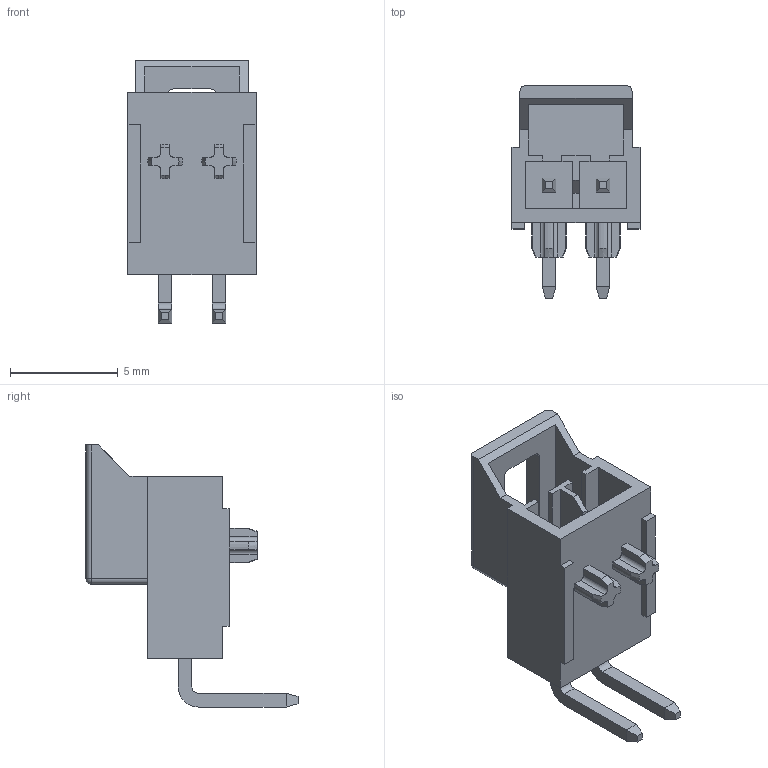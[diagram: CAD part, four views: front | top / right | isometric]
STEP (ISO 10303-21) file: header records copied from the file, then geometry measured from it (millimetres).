
FILE_DESCRIPTION (( 'STEP AP214' ), '1' );
FILE_NAME ('1053132102.STEP', '2023-09-26T11:18:04', ( '' ), ( '' ), 'SwSTEP 2.0', 'SolidWorks 2021', '' );
FILE_SCHEMA (( 'AUTOMOTIVE_DESIGN' ));
Length unit declared in the file: millimetre
Products named in the file (1): 1053132102
Bounding box: 5.94 x 9.84 x 12.16 mm (x, y, z)
Volume: 151.1 mm3; surface area: 495.7 mm2
Topology: 1 solids, 1 shells, 148 faces, 404 edges, 260 vertices
Faces by surface type: plane 106, cylinder 30, cone 10, sphere 2
Entity records: 4676 total; most frequent: CARTESIAN_POINT 875, ORIENTED_EDGE 804, DIRECTION 756, EDGE_CURVE 402, LINE 314, VECTOR 314, VERTEX_POINT 260, AXIS2_PLACEMENT_3D 221
